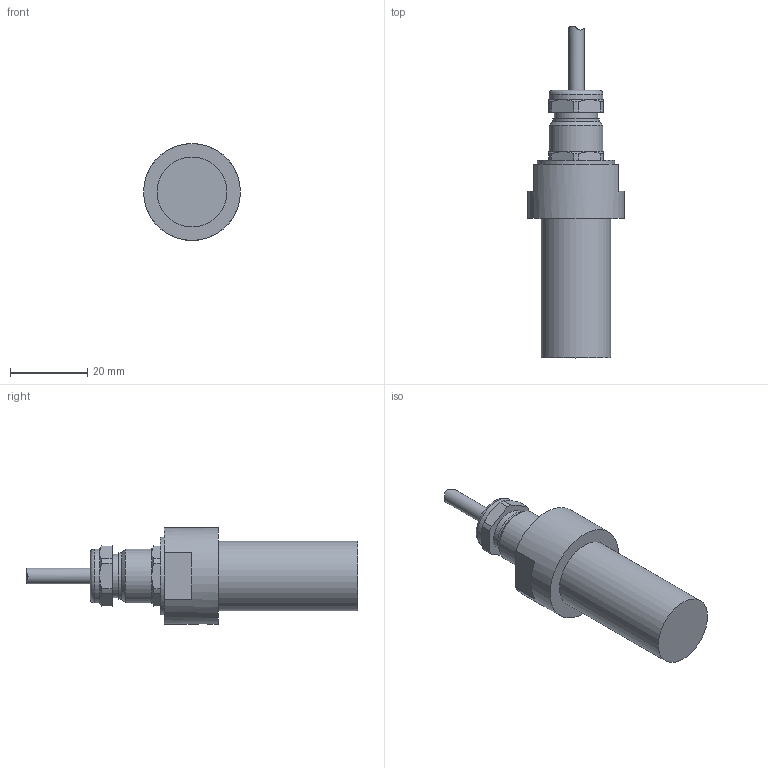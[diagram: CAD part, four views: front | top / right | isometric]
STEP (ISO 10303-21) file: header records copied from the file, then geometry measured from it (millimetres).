
FILE_DESCRIPTION(/* description */ (''),/* implementation_level */ '2;1');
FILE_NAME(/* name */ 'IA0118_Shrinkwrap_1.stp',/* time_stamp */ '2022-06-15T08:35:03+02:00',/* author */ ('Krieger Anja'),/* organization */ (''),/* preprocessor_version */ 'ST-DEVELOPER v18.1',/* originating_system */ 'Autodesk Inventor 2021',/* authorisation */ '');
FILE_SCHEMA (('AUTOMOTIVE_DESIGN { 1 0 10303 214 3 1 1 }'));
Length unit declared in the file: millimetre
Products named in the file (1): IA0118_Shrinkwrap_1
Bounding box: 25 x 85.67 x 25 mm (x, y, z)
Volume: 10207.4 mm3; surface area: 8418.8 mm2
Topology: 2 solids, 2 shells, 82 faces, 181 edges, 117 vertices
Faces by surface type: plane 35, cylinder 30, cone 16, torus 1
Full cylindrical faces by diameter (mm): 2.9 x1, 4 x2, 6 x1, 7.2 x1, 8.4 x1, 11.2 x1, 11.92 x1, 12 x1, 13.92 x2, 15.2 x1, 18 x2, 20 x1, 25 x1
Entity records: 2522 total; most frequent: CARTESIAN_POINT 559, DIRECTION 395, ORIENTED_EDGE 362, EDGE_CURVE 181, AXIS2_PLACEMENT_3D 164, VERTEX_POINT 117, EDGE_LOOP 96, STYLED_ITEM 84
